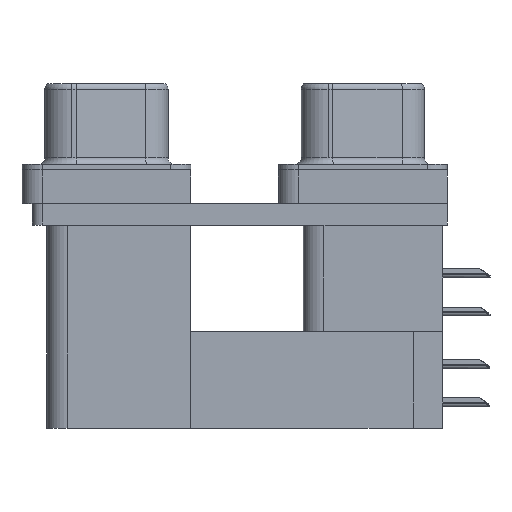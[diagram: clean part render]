
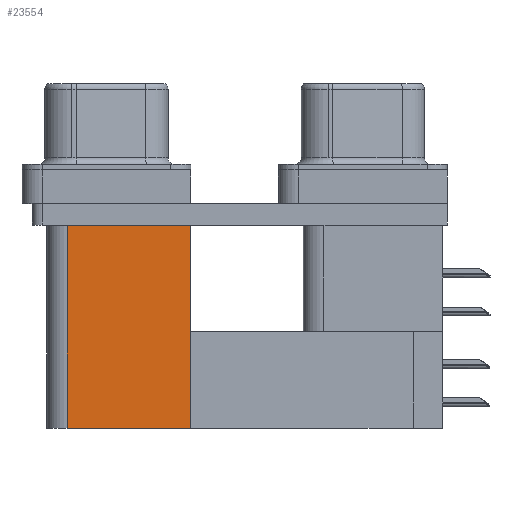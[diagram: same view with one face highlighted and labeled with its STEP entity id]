
A CAD part, left-side view. The second image highlights one B-rep face of the part: STEP entity #23554.
In plain terms, the highlighted planar face has unit normal (-1, 0, 0).
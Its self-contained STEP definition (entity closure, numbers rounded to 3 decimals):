
#72 = VERTEX_POINT ( 'NONE', #13020 ) ;
#4890 = CARTESIAN_POINT ( 'NONE',  ( 3.7, 12.775, -2.5 ) ) ;
#5564 = CARTESIAN_POINT ( 'NONE',  ( 3.7, 21.975, -19.2 ) ) ;
#6858 = FACE_OUTER_BOUND ( 'NONE', #11394, .T. ) ;
#8103 = AXIS2_PLACEMENT_3D ( 'NONE', #21466, #33065, #18448 ) ;
#8400 = VECTOR ( 'NONE', #23176, 1000. ) ;
#9317 = EDGE_CURVE ( 'NONE', #24911, #29716, #12665, .T. ) ;
#9889 = PLANE ( 'NONE',  #8103 ) ;
#10207 = CARTESIAN_POINT ( 'NONE',  ( 3.7, 21.975, -2.5 ) ) ;
#10762 = ORIENTED_EDGE ( 'NONE', *, *, #21424, .T. ) ;
#11394 = EDGE_LOOP ( 'NONE', ( #10762, #18257, #12595, #36959 ) ) ;
#12595 = ORIENTED_EDGE ( 'NONE', *, *, #9317, .F. ) ;
#12665 = LINE ( 'NONE', #13036, #29704 ) ;
#13020 = CARTESIAN_POINT ( 'NONE',  ( 3.7, 12.775, -2.5 ) ) ;
#13036 = CARTESIAN_POINT ( 'NONE',  ( 3.7, 12.775, -19.2 ) ) ;
#13833 = DIRECTION ( 'NONE',  ( 0., 1., 0. ) ) ;
#18121 = DIRECTION ( 'NONE',  ( 0., 0., 1. ) ) ;
#18257 = ORIENTED_EDGE ( 'NONE', *, *, #37219, .F. ) ;
#18448 = DIRECTION ( 'NONE',  ( 0., 1., 0. ) ) ;
#19017 = LINE ( 'NONE', #19750, #8400 ) ;
#19750 = CARTESIAN_POINT ( 'NONE',  ( 3.7, 12.775, -19.2 ) ) ;
#21424 = EDGE_CURVE ( 'NONE', #72, #28180, #30536, .T. ) ;
#21466 = CARTESIAN_POINT ( 'NONE',  ( 3.7, 12.775, -19.2 ) ) ;
#22312 = VECTOR ( 'NONE', #18121, 1000. ) ;
#23176 = DIRECTION ( 'NONE',  ( 0., 0., 1. ) ) ;
#23443 = CARTESIAN_POINT ( 'NONE',  ( 3.7, 21.975, -19.2 ) ) ;
#23554 = ADVANCED_FACE ( 'NONE', ( #6858 ), #9889, .F. ) ;
#23750 = VECTOR ( 'NONE', #13833, 1000. ) ;
#24911 = VERTEX_POINT ( 'NONE', #29438 ) ;
#26289 = LINE ( 'NONE', #23443, #22312 ) ;
#28180 = VERTEX_POINT ( 'NONE', #10207 ) ;
#29438 = CARTESIAN_POINT ( 'NONE',  ( 3.7, 12.775, -19.2 ) ) ;
#29704 = VECTOR ( 'NONE', #32965, 1000. ) ;
#29716 = VERTEX_POINT ( 'NONE', #5564 ) ;
#30047 = EDGE_CURVE ( 'NONE', #24911, #72, #19017, .T. ) ;
#30536 = LINE ( 'NONE', #4890, #23750 ) ;
#32965 = DIRECTION ( 'NONE',  ( 0., 1., 0. ) ) ;
#33065 = DIRECTION ( 'NONE',  ( 1., 0., 0. ) ) ;
#36959 = ORIENTED_EDGE ( 'NONE', *, *, #30047, .T. ) ;
#37219 = EDGE_CURVE ( 'NONE', #29716, #28180, #26289, .T. ) ;
